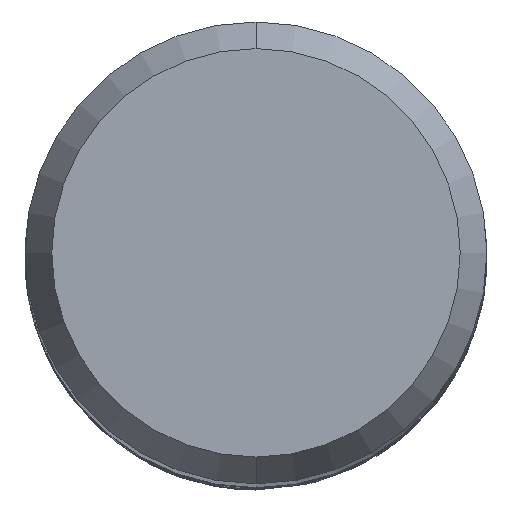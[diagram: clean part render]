
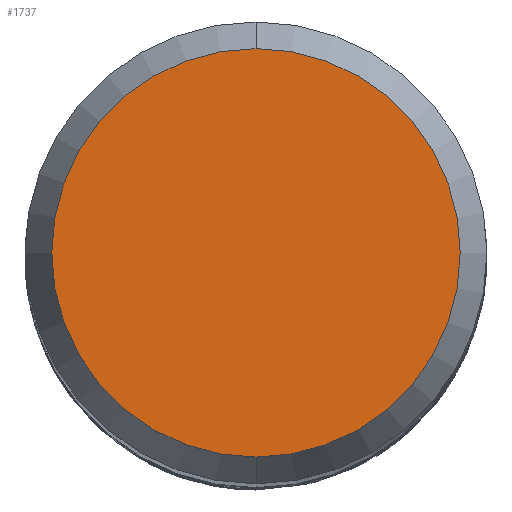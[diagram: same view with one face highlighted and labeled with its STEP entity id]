
A CAD part, top view. The second image highlights one B-rep face of the part: STEP entity #1737.
In plain terms, the highlighted planar face has unit normal (0, 0, 1).
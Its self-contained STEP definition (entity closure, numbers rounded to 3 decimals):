
#1285=VERTEX_POINT('',#3412);
#1363=EDGE_CURVE('',#1285,#2521,#3497,.T.);
#1737=ADVANCED_FACE('',(#3904),#3905,.T.);
#2521=VERTEX_POINT('',#4766);
#2523=EDGE_CURVE('',#2521,#1285,#4768,.T.);
#3412=CARTESIAN_POINT('',(0.,-4.423,0.0));
#3497=CIRCLE('',#8204,4.423);
#3904=FACE_OUTER_BOUND('',#11339,.T.);
#3905=PLANE('',#11340);
#4766=CARTESIAN_POINT('',(0.0,4.423,0.0));
#4768=CIRCLE('',#21869,4.423);
#8204=AXIS2_PLACEMENT_3D('',#27605,#27606,#27607);
#11339=EDGE_LOOP('',(#28033,#28034));
#11340=AXIS2_PLACEMENT_3D('',#28035,#28036,#28037);
#21869=AXIS2_PLACEMENT_3D('',#28948,#28949,#28950);
#27605=CARTESIAN_POINT('',(0.0,0.0,0.0));
#27606=DIRECTION('',(0.0,0.0,-1.0));
#27607=DIRECTION('',(0.0,1.0,0.0));
#28033=ORIENTED_EDGE('',*,*,#2523,.F.);
#28034=ORIENTED_EDGE('',*,*,#1363,.F.);
#28035=CARTESIAN_POINT('',(0.0,2.211,0.0));
#28036=DIRECTION('',(-0.0,0.0,1.0));
#28037=DIRECTION('',(0.0,-1.0,0.0));
#28948=CARTESIAN_POINT('',(0.0,0.0,0.0));
#28949=DIRECTION('',(0.0,0.0,-1.0));
#28950=DIRECTION('',(0.0,1.0,0.0));
